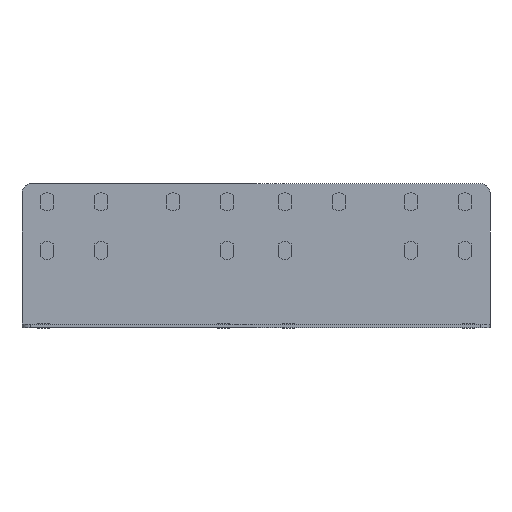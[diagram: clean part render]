
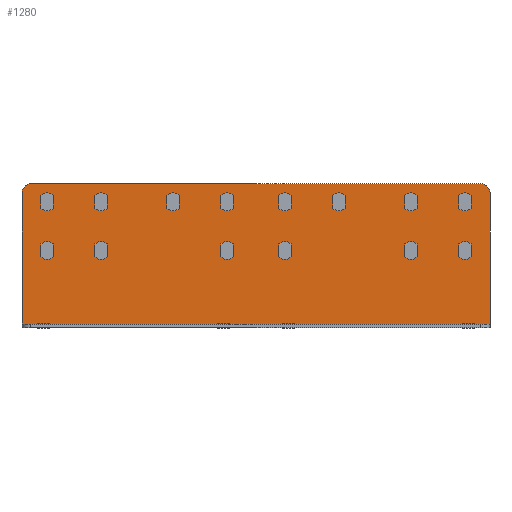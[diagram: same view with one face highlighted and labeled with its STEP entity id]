
A CAD part, front view. The second image highlights one B-rep face of the part: STEP entity #1280.
In plain terms, the highlighted planar face has unit normal (0, -1, 0).
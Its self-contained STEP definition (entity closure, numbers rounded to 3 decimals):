
#89=FACE_OUTER_BOUND('',#150,.T.);
#150=EDGE_LOOP('',(#1035,#1036,#1037,#1038,#1039,#1040,#1041,#1042));
#232=CIRCLE('',#1475,5.);
#233=CIRCLE('',#1476,5.);
#332=LINE('',#2211,#451);
#334=LINE('',#2217,#453);
#335=LINE('',#2219,#454);
#336=LINE('',#2221,#455);
#337=LINE('',#2223,#456);
#338=LINE('',#2225,#457);
#451=VECTOR('',#1748,1.);
#453=VECTOR('',#1754,1.);
#454=VECTOR('',#1755,1.);
#455=VECTOR('',#1756,1.);
#456=VECTOR('',#1757,1.);
#457=VECTOR('',#1758,1.);
#614=VERTEX_POINT('',#2208);
#615=VERTEX_POINT('',#2210);
#616=VERTEX_POINT('',#2214);
#617=VERTEX_POINT('',#2216);
#618=VERTEX_POINT('',#2218);
#619=VERTEX_POINT('',#2220);
#620=VERTEX_POINT('',#2222);
#621=VERTEX_POINT('',#2224);
#816=EDGE_CURVE('',#614,#615,#332,.T.);
#818=EDGE_CURVE('',#616,#614,#232,.T.);
#819=EDGE_CURVE('',#616,#617,#334,.T.);
#820=EDGE_CURVE('',#618,#617,#335,.T.);
#821=EDGE_CURVE('',#619,#618,#336,.T.);
#822=EDGE_CURVE('',#619,#620,#337,.T.);
#823=EDGE_CURVE('',#621,#620,#338,.F.);
#824=EDGE_CURVE('',#615,#621,#233,.T.);
#1035=ORIENTED_EDGE('',*,*,#816,.F.);
#1036=ORIENTED_EDGE('',*,*,#818,.F.);
#1037=ORIENTED_EDGE('',*,*,#819,.T.);
#1038=ORIENTED_EDGE('',*,*,#820,.F.);
#1039=ORIENTED_EDGE('',*,*,#821,.F.);
#1040=ORIENTED_EDGE('',*,*,#822,.T.);
#1041=ORIENTED_EDGE('',*,*,#823,.F.);
#1042=ORIENTED_EDGE('',*,*,#824,.F.);
#1224=PLANE('',#1474);
#1280=ADVANCED_FACE('',(#89),#1224,.F.);
#1474=AXIS2_PLACEMENT_3D('',#2213,#1750,#1751);
#1475=AXIS2_PLACEMENT_3D('',#2215,#1752,#1753);
#1476=AXIS2_PLACEMENT_3D('',#2226,#1759,#1760);
#1748=DIRECTION('',(1.,0.,0.));
#1750=DIRECTION('center_axis',(0.,1.,0.));
#1751=DIRECTION('ref_axis',(0.,0.,1.));
#1752=DIRECTION('center_axis',(0.,1.,0.));
#1753=DIRECTION('ref_axis',(0.,0.,1.));
#1754=DIRECTION('',(0.,0.,-1.));
#1755=DIRECTION('',(0.,0.,1.));
#1756=DIRECTION('',(-1.,0.,0.));
#1757=DIRECTION('',(0.,0.,1.));
#1758=DIRECTION('',(0.,0.,1.));
#1759=DIRECTION('center_axis',(0.,1.,0.));
#1760=DIRECTION('ref_axis',(1.,0.,0.));
#2208=CARTESIAN_POINT('',(24.964,49.845,78.));
#2210=CARTESIAN_POINT('',(274.964,49.845,78.));
#2211=CARTESIAN_POINT('',(149.964,49.845,78.));
#2213=CARTESIAN_POINT('Origin',(149.964,49.845,0.));
#2214=CARTESIAN_POINT('',(19.964,49.845,73.));
#2215=CARTESIAN_POINT('Origin',(24.964,49.845,73.));
#2216=CARTESIAN_POINT('',(19.964,49.845,1.));
#2217=CARTESIAN_POINT('',(19.964,49.845,-1.));
#2218=CARTESIAN_POINT('',(19.964,49.845,0.));
#2219=CARTESIAN_POINT('',(19.964,49.845,-1.));
#2220=CARTESIAN_POINT('',(279.964,49.845,0.));
#2221=CARTESIAN_POINT('',(149.964,49.845,0.));
#2222=CARTESIAN_POINT('',(279.964,49.845,1.));
#2223=CARTESIAN_POINT('',(279.964,49.845,-1.));
#2224=CARTESIAN_POINT('',(279.964,49.845,73.));
#2225=CARTESIAN_POINT('',(279.964,49.845,39.5));
#2226=CARTESIAN_POINT('Origin',(274.964,49.845,73.));
